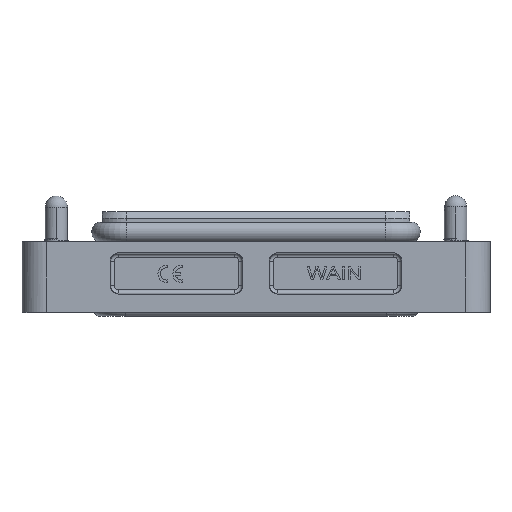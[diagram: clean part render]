
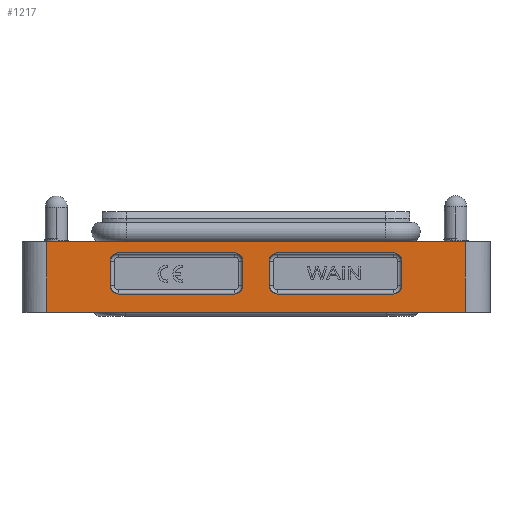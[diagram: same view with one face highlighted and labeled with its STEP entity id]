
A CAD part, top view. The second image highlights one B-rep face of the part: STEP entity #1217.
In plain terms, the highlighted planar face has unit normal (0, 0, 1).
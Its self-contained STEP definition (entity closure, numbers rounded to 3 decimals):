
#735=FACE_BOUND('',#2765,.T.);
#736=FACE_BOUND('',#2766,.T.);
#737=FACE_BOUND('',#2767,.T.);
#1217=ADVANCED_FACE('NONE',(#735,#736,#737),#1705,.F.);
#1705=PLANE('',#12776);
#2765=EDGE_LOOP('',(#6541,#6542,#6543,#6544,#6545,#6546,#6547,#6548));
#2766=EDGE_LOOP('',(#6549,#6550,#6551,#6552,#6553,#6554,#6555,#6556));
#2767=EDGE_LOOP('',(#6557,#6558,#6559,#6560));
#3544=LINE('',#19306,#4357);
#3546=LINE('',#19320,#4359);
#3548=LINE('',#19334,#4361);
#3550=LINE('',#19345,#4363);
#3553=LINE('',#19351,#4366);
#3555=LINE('',#19365,#4368);
#3557=LINE('',#19379,#4370);
#3559=LINE('',#19393,#4372);
#3582=LINE('',#19663,#4395);
#3634=LINE('',#19920,#4447);
#3635=LINE('',#19924,#4448);
#3636=LINE('',#19926,#4449);
#4357=VECTOR('',#14386,1.);
#4359=VECTOR('',#14392,1.);
#4361=VECTOR('',#14398,1.);
#4363=VECTOR('',#14404,1.);
#4366=VECTOR('',#14409,1.);
#4368=VECTOR('',#14415,1.);
#4370=VECTOR('',#14421,1.);
#4372=VECTOR('',#14427,1.);
#4395=VECTOR('',#14486,1.);
#4447=VECTOR('',#14630,1.);
#4448=VECTOR('',#14635,1.);
#4449=VECTOR('',#14636,1.);
#6541=ORIENTED_EDGE('',*,*,#10587,.F.);
#6542=ORIENTED_EDGE('',*,*,#10585,.F.);
#6543=ORIENTED_EDGE('',*,*,#10583,.F.);
#6544=ORIENTED_EDGE('',*,*,#10581,.F.);
#6545=ORIENTED_EDGE('',*,*,#10579,.F.);
#6546=ORIENTED_EDGE('',*,*,#10577,.F.);
#6547=ORIENTED_EDGE('',*,*,#10575,.F.);
#6548=ORIENTED_EDGE('',*,*,#10588,.F.);
#6549=ORIENTED_EDGE('',*,*,#10603,.F.);
#6550=ORIENTED_EDGE('',*,*,#10601,.F.);
#6551=ORIENTED_EDGE('',*,*,#10599,.F.);
#6552=ORIENTED_EDGE('',*,*,#10597,.F.);
#6553=ORIENTED_EDGE('',*,*,#10595,.F.);
#6554=ORIENTED_EDGE('',*,*,#10593,.F.);
#6555=ORIENTED_EDGE('',*,*,#10591,.F.);
#6556=ORIENTED_EDGE('',*,*,#10604,.F.);
#6557=ORIENTED_EDGE('',*,*,#10744,.F.);
#6558=ORIENTED_EDGE('',*,*,#10742,.F.);
#6559=ORIENTED_EDGE('',*,*,#10663,.F.);
#6560=ORIENTED_EDGE('',*,*,#10745,.F.);
#9045=VERTEX_POINT('',#19293);
#9046=VERTEX_POINT('',#19295);
#9047=VERTEX_POINT('',#19305);
#9048=VERTEX_POINT('',#19309);
#9049=VERTEX_POINT('',#19319);
#9050=VERTEX_POINT('',#19323);
#9051=VERTEX_POINT('',#19333);
#9052=VERTEX_POINT('',#19337);
#9053=VERTEX_POINT('',#19348);
#9054=VERTEX_POINT('',#19350);
#9055=VERTEX_POINT('',#19354);
#9056=VERTEX_POINT('',#19364);
#9057=VERTEX_POINT('',#19368);
#9058=VERTEX_POINT('',#19378);
#9059=VERTEX_POINT('',#19382);
#9060=VERTEX_POINT('',#19392);
#9097=VERTEX_POINT('',#19662);
#9098=VERTEX_POINT('',#19664);
#9147=VERTEX_POINT('',#19921);
#9148=VERTEX_POINT('',#19925);
#10575=EDGE_CURVE('NONE',#9046,#9045,#11843,.T.);
#10577=EDGE_CURVE('NONE',#9045,#9047,#3544,.T.);
#10579=EDGE_CURVE('NONE',#9047,#9048,#11845,.T.);
#10581=EDGE_CURVE('NONE',#9048,#9049,#3546,.T.);
#10583=EDGE_CURVE('NONE',#9049,#9050,#11847,.T.);
#10585=EDGE_CURVE('NONE',#9050,#9051,#3548,.T.);
#10587=EDGE_CURVE('NONE',#9051,#9052,#11849,.T.);
#10588=EDGE_CURVE('NONE',#9052,#9046,#3550,.T.);
#10591=EDGE_CURVE('NONE',#9054,#9053,#3553,.T.);
#10593=EDGE_CURVE('NONE',#9053,#9055,#11850,.T.);
#10595=EDGE_CURVE('NONE',#9055,#9056,#3555,.T.);
#10597=EDGE_CURVE('NONE',#9056,#9057,#11852,.T.);
#10599=EDGE_CURVE('NONE',#9057,#9058,#3557,.T.);
#10601=EDGE_CURVE('NONE',#9058,#9059,#11854,.T.);
#10603=EDGE_CURVE('NONE',#9059,#9060,#3559,.T.);
#10604=EDGE_CURVE('NONE',#9060,#9054,#11856,.T.);
#10663=EDGE_CURVE('NONE',#9097,#9098,#3582,.T.);
#10742=EDGE_CURVE('NONE',#9098,#9147,#3634,.T.);
#10744=EDGE_CURVE('NONE',#9147,#9148,#3635,.T.);
#10745=EDGE_CURVE('NONE',#9148,#9097,#3636,.T.);
#11843=B_SPLINE_CURVE_WITH_KNOTS('',3,(#19296,#19297,#19298,#19299,#19300,
#19301),.UNSPECIFIED.,.F.,.F.,(4,2,4),(0.,0.5,1.),.UNSPECIFIED.);
#11845=B_SPLINE_CURVE_WITH_KNOTS('',3,(#19310,#19311,#19312,#19313,#19314,
#19315),.UNSPECIFIED.,.F.,.F.,(4,2,4),(0.,0.5,1.),.UNSPECIFIED.);
#11847=B_SPLINE_CURVE_WITH_KNOTS('',3,(#19324,#19325,#19326,#19327,#19328,
#19329),.UNSPECIFIED.,.F.,.F.,(4,2,4),(0.,0.5,1.),.UNSPECIFIED.);
#11849=B_SPLINE_CURVE_WITH_KNOTS('',3,(#19338,#19339,#19340,#19341,#19342,
#19343),.UNSPECIFIED.,.F.,.F.,(4,2,4),(0.,0.5,1.),.UNSPECIFIED.);
#11850=B_SPLINE_CURVE_WITH_KNOTS('',3,(#19355,#19356,#19357,#19358,#19359,
#19360),.UNSPECIFIED.,.F.,.F.,(4,2,4),(0.,0.5,1.),.UNSPECIFIED.);
#11852=B_SPLINE_CURVE_WITH_KNOTS('',3,(#19369,#19370,#19371,#19372,#19373,
#19374),.UNSPECIFIED.,.F.,.F.,(4,2,4),(0.,0.5,1.),.UNSPECIFIED.);
#11854=B_SPLINE_CURVE_WITH_KNOTS('',3,(#19383,#19384,#19385,#19386,#19387,
#19388),.UNSPECIFIED.,.F.,.F.,(4,2,4),(0.,0.5,1.),.UNSPECIFIED.);
#11856=B_SPLINE_CURVE_WITH_KNOTS('',3,(#19395,#19396,#19397,#19398,#19399,
#19400),.UNSPECIFIED.,.F.,.F.,(4,2,4),(0.,0.5,1.),.UNSPECIFIED.);
#12776=AXIS2_PLACEMENT_3D('',#19927,#14637,#14638);
#14386=DIRECTION('',(-1.,0.,0.));
#14392=DIRECTION('',(0.,-1.,0.));
#14398=DIRECTION('',(1.,0.,0.));
#14404=DIRECTION('',(0.,1.,0.));
#14409=DIRECTION('',(-1.,0.,0.));
#14415=DIRECTION('',(0.,-1.,0.));
#14421=DIRECTION('',(1.,0.,0.));
#14427=DIRECTION('',(0.,1.,0.));
#14486=DIRECTION('',(-1.,0.,0.));
#14630=DIRECTION('',(0.,1.,0.));
#14635=DIRECTION('',(1.,0.,0.));
#14636=DIRECTION('',(0.,-1.,0.));
#14637=DIRECTION('',(0.,0.,-1.));
#14638=DIRECTION('',(-1.,0.,0.));
#19293=CARTESIAN_POINT('',(39.,96.815,29.));
#19295=CARTESIAN_POINT('',(41.315,94.5,29.));
#19296=CARTESIAN_POINT('',(41.315,94.5,29.));
#19297=CARTESIAN_POINT('',(41.315,95.106,29.));
#19298=CARTESIAN_POINT('',(41.066,95.709,29.));
#19299=CARTESIAN_POINT('',(40.209,96.566,29.));
#19300=CARTESIAN_POINT('',(39.606,96.815,29.));
#19301=CARTESIAN_POINT('',(39.,96.815,29.));
#19305=CARTESIAN_POINT('',(6.,96.815,29.));
#19306=CARTESIAN_POINT('',(66.25,96.815,29.));
#19309=CARTESIAN_POINT('',(3.685,94.5,29.));
#19310=CARTESIAN_POINT('',(6.,96.815,29.));
#19311=CARTESIAN_POINT('',(5.394,96.815,29.));
#19312=CARTESIAN_POINT('',(4.791,96.566,29.));
#19313=CARTESIAN_POINT('',(3.934,95.709,29.));
#19314=CARTESIAN_POINT('',(3.685,95.106,29.));
#19315=CARTESIAN_POINT('',(3.685,94.5,29.));
#19319=CARTESIAN_POINT('',(3.685,87.5,29.));
#19320=CARTESIAN_POINT('',(3.685,100.,29.));
#19323=CARTESIAN_POINT('',(6.,85.185,29.));
#19324=CARTESIAN_POINT('',(3.685,87.5,29.));
#19325=CARTESIAN_POINT('',(3.685,86.894,29.));
#19326=CARTESIAN_POINT('',(3.934,86.291,29.));
#19327=CARTESIAN_POINT('',(4.791,85.434,29.));
#19328=CARTESIAN_POINT('',(5.394,85.185,29.));
#19329=CARTESIAN_POINT('',(6.,85.185,29.));
#19333=CARTESIAN_POINT('',(39.,85.185,29.));
#19334=CARTESIAN_POINT('',(66.25,85.185,29.));
#19337=CARTESIAN_POINT('',(41.315,87.5,29.));
#19338=CARTESIAN_POINT('',(39.,85.185,29.));
#19339=CARTESIAN_POINT('',(39.606,85.185,29.));
#19340=CARTESIAN_POINT('',(40.209,85.434,29.));
#19341=CARTESIAN_POINT('',(41.066,86.291,29.));
#19342=CARTESIAN_POINT('',(41.315,86.894,29.));
#19343=CARTESIAN_POINT('',(41.315,87.5,29.));
#19345=CARTESIAN_POINT('',(41.315,100.,29.));
#19348=CARTESIAN_POINT('',(-39.,96.815,29.));
#19350=CARTESIAN_POINT('',(-6.,96.815,29.));
#19351=CARTESIAN_POINT('',(66.25,96.815,29.));
#19354=CARTESIAN_POINT('',(-41.315,94.5,29.));
#19355=CARTESIAN_POINT('',(-39.,96.815,29.));
#19356=CARTESIAN_POINT('',(-39.606,96.815,29.));
#19357=CARTESIAN_POINT('',(-40.209,96.566,29.));
#19358=CARTESIAN_POINT('',(-41.066,95.709,29.));
#19359=CARTESIAN_POINT('',(-41.315,95.106,29.));
#19360=CARTESIAN_POINT('',(-41.315,94.5,29.));
#19364=CARTESIAN_POINT('',(-41.315,87.5,29.));
#19365=CARTESIAN_POINT('',(-41.315,100.,29.));
#19368=CARTESIAN_POINT('',(-39.,85.185,29.));
#19369=CARTESIAN_POINT('',(-41.315,87.5,29.));
#19370=CARTESIAN_POINT('',(-41.315,86.894,29.));
#19371=CARTESIAN_POINT('',(-41.066,86.291,29.));
#19372=CARTESIAN_POINT('',(-40.209,85.434,29.));
#19373=CARTESIAN_POINT('',(-39.606,85.185,29.));
#19374=CARTESIAN_POINT('',(-39.,85.185,29.));
#19378=CARTESIAN_POINT('',(-6.,85.185,29.));
#19379=CARTESIAN_POINT('',(66.25,85.185,29.));
#19382=CARTESIAN_POINT('',(-3.685,87.5,29.));
#19383=CARTESIAN_POINT('',(-6.,85.185,29.));
#19384=CARTESIAN_POINT('',(-5.394,85.185,29.));
#19385=CARTESIAN_POINT('',(-4.791,85.434,29.));
#19386=CARTESIAN_POINT('',(-3.934,86.291,29.));
#19387=CARTESIAN_POINT('',(-3.685,86.894,29.));
#19388=CARTESIAN_POINT('',(-3.685,87.5,29.));
#19392=CARTESIAN_POINT('',(-3.685,94.5,29.));
#19393=CARTESIAN_POINT('',(-3.685,100.,29.));
#19395=CARTESIAN_POINT('',(-3.685,94.5,29.));
#19396=CARTESIAN_POINT('',(-3.685,95.106,29.));
#19397=CARTESIAN_POINT('',(-3.934,95.709,29.));
#19398=CARTESIAN_POINT('',(-4.791,96.566,29.));
#19399=CARTESIAN_POINT('',(-5.394,96.815,29.));
#19400=CARTESIAN_POINT('',(-6.,96.815,29.));
#19662=CARTESIAN_POINT('',(59.25,80.,29.));
#19663=CARTESIAN_POINT('',(66.25,80.,29.));
#19664=CARTESIAN_POINT('',(-59.25,80.,29.));
#19920=CARTESIAN_POINT('',(-59.25,100.,29.));
#19921=CARTESIAN_POINT('',(-59.25,100.,29.));
#19924=CARTESIAN_POINT('',(0.,100.,29.));
#19925=CARTESIAN_POINT('',(59.25,100.,29.));
#19926=CARTESIAN_POINT('',(59.25,42.326,29.));
#19927=CARTESIAN_POINT('',(66.25,100.,29.));
